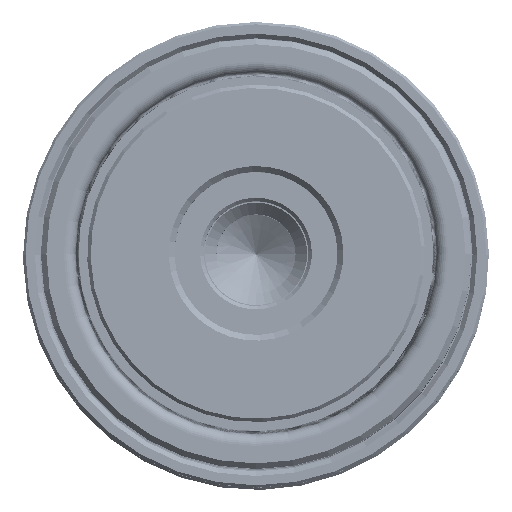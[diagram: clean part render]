
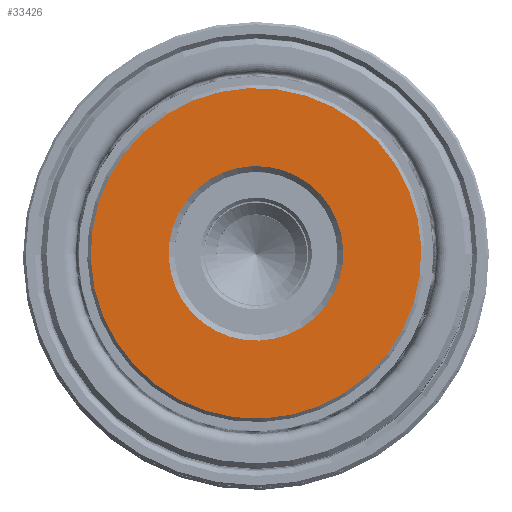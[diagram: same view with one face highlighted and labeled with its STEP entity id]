
A CAD part, top view. The second image highlights one B-rep face of the part: STEP entity #33426.
In plain terms, the highlighted face is planar.
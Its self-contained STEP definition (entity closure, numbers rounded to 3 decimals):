
#2054 = CARTESIAN_POINT ( 'NONE',  ( -14.2, 0., 0. ) ) ;
#2146 = DIRECTION ( 'NONE',  ( 1., 0., 0. ) ) ;
#3434 = CARTESIAN_POINT ( 'NONE',  ( 0., 0., 0. ) ) ;
#4208 = DIRECTION ( 'NONE',  ( 1., 0., 0. ) ) ;
#5095 = ORIENTED_EDGE ( 'NONE', *, *, #44839, .T. ) ;
#6089 = AXIS2_PLACEMENT_3D ( 'NONE', #3434, #31915, #7529 ) ;
#6399 = CARTESIAN_POINT ( 'NONE',  ( 7.5, 0., 0. ) ) ;
#6479 = AXIS2_PLACEMENT_3D ( 'NONE', #13139, #41635, #17207 ) ;
#7529 = DIRECTION ( 'NONE',  ( 1., 0., 0. ) ) ;
#8732 = EDGE_CURVE ( 'NONE', #12471, #16863, #28327, .T. ) ;
#10274 = EDGE_LOOP ( 'NONE', ( #5095, #37527 ) ) ;
#10293 = EDGE_LOOP ( 'NONE', ( #15242, #21640 ) ) ;
#11464 = CARTESIAN_POINT ( 'NONE',  ( 0., 0., 0. ) ) ;
#12471 = VERTEX_POINT ( 'NONE', #6399 ) ;
#12756 = EDGE_CURVE ( 'NONE', #17322, #42624, #21872, .T. ) ;
#13139 = CARTESIAN_POINT ( 'NONE',  ( 0., 0., 0. ) ) ;
#14274 = AXIS2_PLACEMENT_3D ( 'NONE', #11464, #39974, #15551 ) ;
#15242 = ORIENTED_EDGE ( 'NONE', *, *, #52354, .T. ) ;
#15551 = DIRECTION ( 'NONE',  ( 1., 0., 0. ) ) ;
#16863 = VERTEX_POINT ( 'NONE', #42027 ) ;
#17207 = DIRECTION ( 'NONE',  ( 1., 0., 0. ) ) ;
#17322 = VERTEX_POINT ( 'NONE', #2054 ) ;
#20559 = FACE_BOUND ( 'NONE', #10274, .T. ) ;
#21640 = ORIENTED_EDGE ( 'NONE', *, *, #12756, .T. ) ;
#21872 = CIRCLE ( 'NONE', #6479, 14.2 ) ;
#24480 = PLANE ( 'NONE',  #48559 ) ;
#26527 = DIRECTION ( 'NONE',  ( 0., 0., -1. ) ) ;
#28238 = CARTESIAN_POINT ( 'NONE',  ( 0., 0., 0. ) ) ;
#28314 = CIRCLE ( 'NONE', #39349, 14.2 ) ;
#28327 = CIRCLE ( 'NONE', #6089, 7.5 ) ;
#28606 = DIRECTION ( 'NONE',  ( 0., 0., 1. ) ) ;
#31915 = DIRECTION ( 'NONE',  ( 0., 0., 1. ) ) ;
#33426 = ADVANCED_FACE ( 'NONE', ( #40990, #20559 ), #24480, .F. ) ;
#37527 = ORIENTED_EDGE ( 'NONE', *, *, #8732, .T. ) ;
#38194 = CIRCLE ( 'NONE', #14274, 7.5 ) ;
#39349 = AXIS2_PLACEMENT_3D ( 'NONE', #50969, #26527, #2146 ) ;
#39974 = DIRECTION ( 'NONE',  ( 0., 0., 1. ) ) ;
#40990 = FACE_OUTER_BOUND ( 'NONE', #10293, .T. ) ;
#41635 = DIRECTION ( 'NONE',  ( 0., 0., -1. ) ) ;
#42027 = CARTESIAN_POINT ( 'NONE',  ( -7.5, 0., 0. ) ) ;
#42624 = VERTEX_POINT ( 'NONE', #51041 ) ;
#44839 = EDGE_CURVE ( 'NONE', #16863, #12471, #38194, .T. ) ;
#48559 = AXIS2_PLACEMENT_3D ( 'NONE', #28238, #28606, #4208 ) ;
#50969 = CARTESIAN_POINT ( 'NONE',  ( 0., 0., 0. ) ) ;
#51041 = CARTESIAN_POINT ( 'NONE',  ( 14.2, 0., 0. ) ) ;
#52354 = EDGE_CURVE ( 'NONE', #42624, #17322, #28314, .T. ) ;
